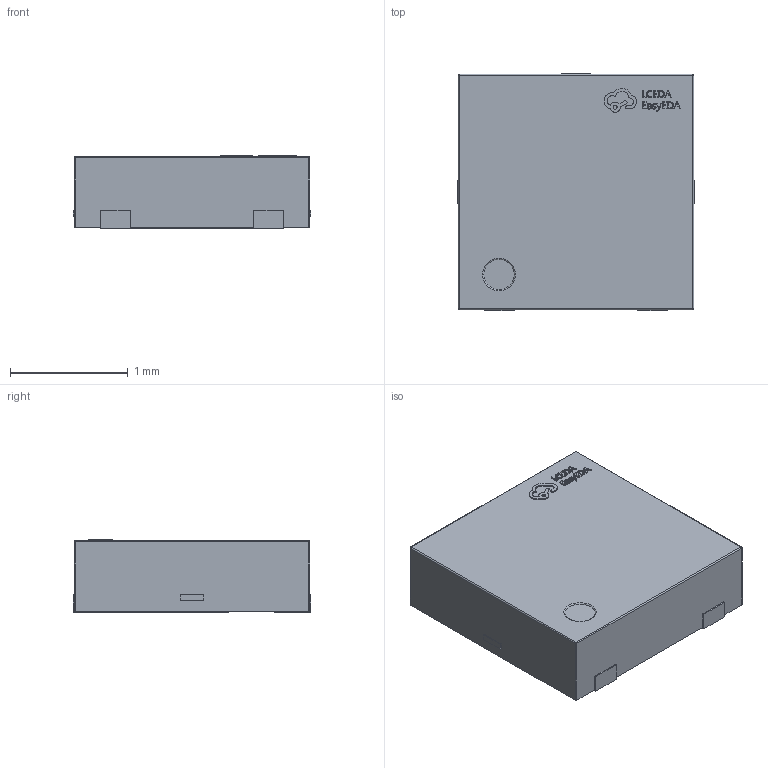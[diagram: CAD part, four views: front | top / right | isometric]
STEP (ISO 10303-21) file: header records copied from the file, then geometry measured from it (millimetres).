
FILE_DESCRIPTION (( 'STEP AP214' ), '1' );
FILE_NAME ('DFN2020-3_L2.0-W2.0-H0.6-P0.65-BR.step', '2022-06-30T13:41:05', ( '' ), ( '' ), 'SwSTEP 2.0', 'SolidWorks 2020', '' );
FILE_SCHEMA (( 'AUTOMOTIVE_DESIGN' ));
Length unit declared in the file: millimetre
Products named in the file (1): DFN2020-3_L2.0-W2.0-H0.6-P0.65-BR
Bounding box: 2.02 x 2.02 x 0.62 mm (x, y, z)
Volume: 2.4 mm3; surface area: 12.9 mm2
Topology: 1 solids, 1 shells, 340 faces, 919 edges, 606 vertices
Faces by surface type: plane 210, bspline 112, cylinder 12, sphere 4, torus 2
Entity records: 15519 total; most frequent: CARTESIAN_POINT 3966, ORIENTED_EDGE 1830, DIRECTION 1175, EDGE_CURVE 915, LINE 657, VECTOR 657, VERTEX_POINT 606, EDGE_LOOP 369
